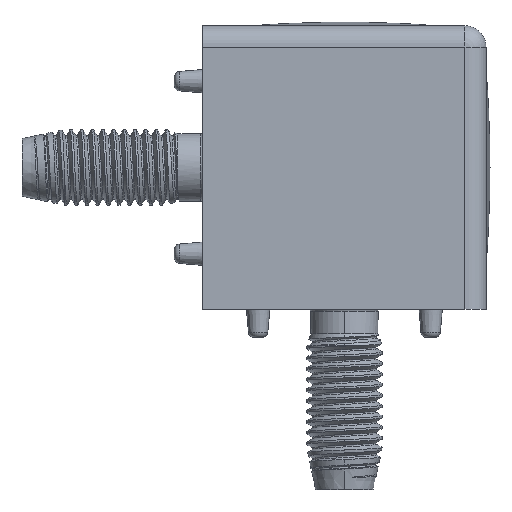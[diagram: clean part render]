
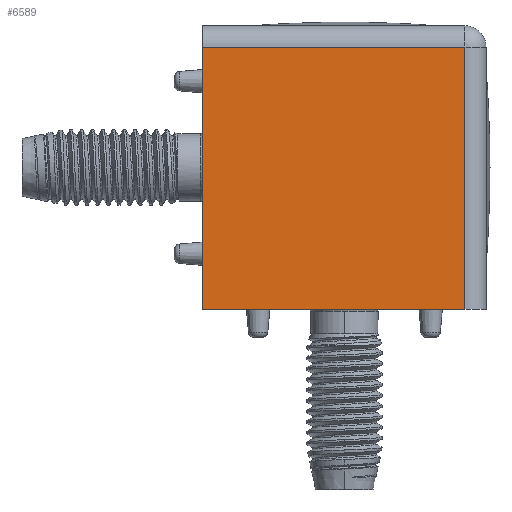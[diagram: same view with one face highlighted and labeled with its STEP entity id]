
A CAD part, front view. The second image highlights one B-rep face of the part: STEP entity #6589.
In plain terms, the highlighted planar face has unit normal (0, -1, 0).
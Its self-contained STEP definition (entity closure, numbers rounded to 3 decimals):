
#196 = EDGE_CURVE ( 'NONE', #4325, #1793, #8752, .T. ) ;
#274 = EDGE_LOOP ( 'NONE', ( #5669, #8403, #2216, #4833 ) ) ;
#446 = CARTESIAN_POINT ( 'NONE',  ( 17., -20., -20. ) ) ;
#972 = DIRECTION ( 'NONE',  ( -1., 0., 0. ) ) ;
#1058 = LINE ( 'NONE', #3467, #3294 ) ;
#1267 = CARTESIAN_POINT ( 'NONE',  ( 17., -20., 17. ) ) ;
#1327 = VECTOR ( 'NONE', #3388, 1000. ) ;
#1793 = VERTEX_POINT ( 'NONE', #11165 ) ;
#2216 = ORIENTED_EDGE ( 'NONE', *, *, #196, .T. ) ;
#2367 = VECTOR ( 'NONE', #4035, 1000. ) ;
#2451 = VERTEX_POINT ( 'NONE', #446 ) ;
#3065 = CARTESIAN_POINT ( 'NONE',  ( 17., -20., 20. ) ) ;
#3176 = EDGE_CURVE ( 'NONE', #2451, #4325, #4595, .T. ) ;
#3184 = DIRECTION ( 'NONE',  ( 0., 1., 0. ) ) ;
#3294 = VECTOR ( 'NONE', #8047, 1000. ) ;
#3388 = DIRECTION ( 'NONE',  ( 0., 0., -1. ) ) ;
#3467 = CARTESIAN_POINT ( 'NONE',  ( -20., -20., -20. ) ) ;
#4035 = DIRECTION ( 'NONE',  ( 0., 0., 1. ) ) ;
#4172 = LINE ( 'NONE', #6126, #1327 ) ;
#4325 = VERTEX_POINT ( 'NONE', #1267 ) ;
#4411 = EDGE_CURVE ( 'NONE', #1793, #5530, #4172, .T. ) ;
#4595 = LINE ( 'NONE', #3065, #2367 ) ;
#4833 = ORIENTED_EDGE ( 'NONE', *, *, #4411, .T. ) ;
#5530 = VERTEX_POINT ( 'NONE', #7752 ) ;
#5669 = ORIENTED_EDGE ( 'NONE', *, *, #10327, .T. ) ;
#6126 = CARTESIAN_POINT ( 'NONE',  ( -20., -20., 20. ) ) ;
#6589 = ADVANCED_FACE ( 'NONE', ( #10623 ), #8695, .F. ) ;
#6876 = CARTESIAN_POINT ( 'NONE',  ( -20., -20., 20. ) ) ;
#7752 = CARTESIAN_POINT ( 'NONE',  ( -20., -20., -20. ) ) ;
#8047 = DIRECTION ( 'NONE',  ( 1., 0., 0. ) ) ;
#8403 = ORIENTED_EDGE ( 'NONE', *, *, #3176, .T. ) ;
#8695 = PLANE ( 'NONE',  #9173 ) ;
#8752 = LINE ( 'NONE', #11084, #9038 ) ;
#9038 = VECTOR ( 'NONE', #972, 1000. ) ;
#9173 = AXIS2_PLACEMENT_3D ( 'NONE', #6876, #3184, #9633 ) ;
#9633 = DIRECTION ( 'NONE',  ( 0., 0., 1. ) ) ;
#10327 = EDGE_CURVE ( 'NONE', #5530, #2451, #1058, .T. ) ;
#10623 = FACE_OUTER_BOUND ( 'NONE', #274, .T. ) ;
#11084 = CARTESIAN_POINT ( 'NONE',  ( -20., -20., 17. ) ) ;
#11165 = CARTESIAN_POINT ( 'NONE',  ( -20., -20., 17. ) ) ;
